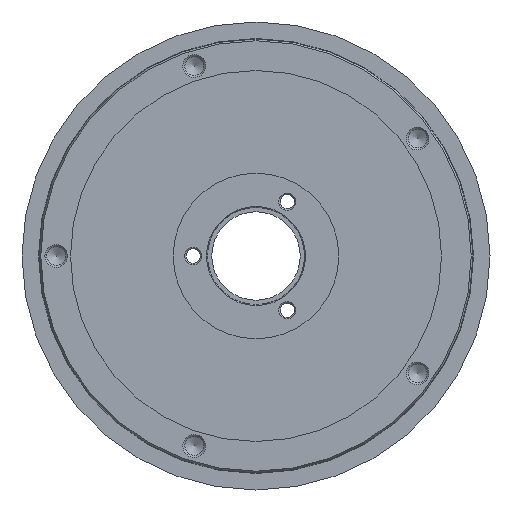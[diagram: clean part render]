
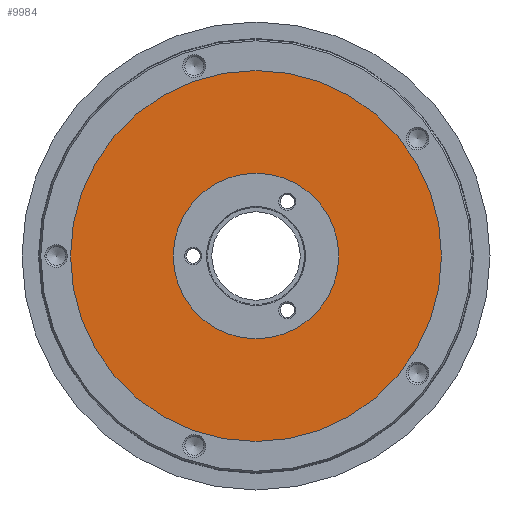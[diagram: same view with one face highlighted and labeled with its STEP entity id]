
A CAD part, front view. The second image highlights one B-rep face of the part: STEP entity #9984.
In plain terms, the highlighted planar face has unit normal (0, -1, 0).
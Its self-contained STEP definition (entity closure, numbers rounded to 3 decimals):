
#199=FACE_BOUND('',#1526,.T.);
#460=PLANE('',#11164);
#977=FACE_OUTER_BOUND('',#1525,.T.);
#1525=EDGE_LOOP('',(#8977));
#1526=EDGE_LOOP('',(#8978));
#3365=CIRCLE('',#11163,32.5);
#3366=CIRCLE('',#11165,14.5);
#4401=VERTEX_POINT('',#18729);
#4402=VERTEX_POINT('',#18733);
#5933=EDGE_CURVE('',#4401,#4401,#3365,.T.);
#5935=EDGE_CURVE('',#4402,#4402,#3366,.T.);
#8977=ORIENTED_EDGE('',*,*,#5933,.T.);
#8978=ORIENTED_EDGE('',*,*,#5935,.T.);
#9984=ADVANCED_FACE('',(#977,#199),#460,.T.);
#11163=AXIS2_PLACEMENT_3D('',#18730,#14009,#14010);
#11164=AXIS2_PLACEMENT_3D('',#18732,#14012,#14013);
#11165=AXIS2_PLACEMENT_3D('',#18734,#14014,#14015);
#14009=DIRECTION('center_axis',(0.,-1.,0.));
#14010=DIRECTION('ref_axis',(0.,0.,1.));
#14012=DIRECTION('center_axis',(0.,-1.,0.));
#14013=DIRECTION('ref_axis',(0.,0.,1.));
#14014=DIRECTION('center_axis',(0.,1.,0.));
#14015=DIRECTION('ref_axis',(0.,0.,1.));
#18729=CARTESIAN_POINT('',(0.,-4.5,-32.5));
#18730=CARTESIAN_POINT('Origin',(0.,-4.5,0.));
#18732=CARTESIAN_POINT('Origin',(0.,-4.5,0.));
#18733=CARTESIAN_POINT('',(-14.5,-4.5,0.));
#18734=CARTESIAN_POINT('Origin',(0.,-4.5,0.));
